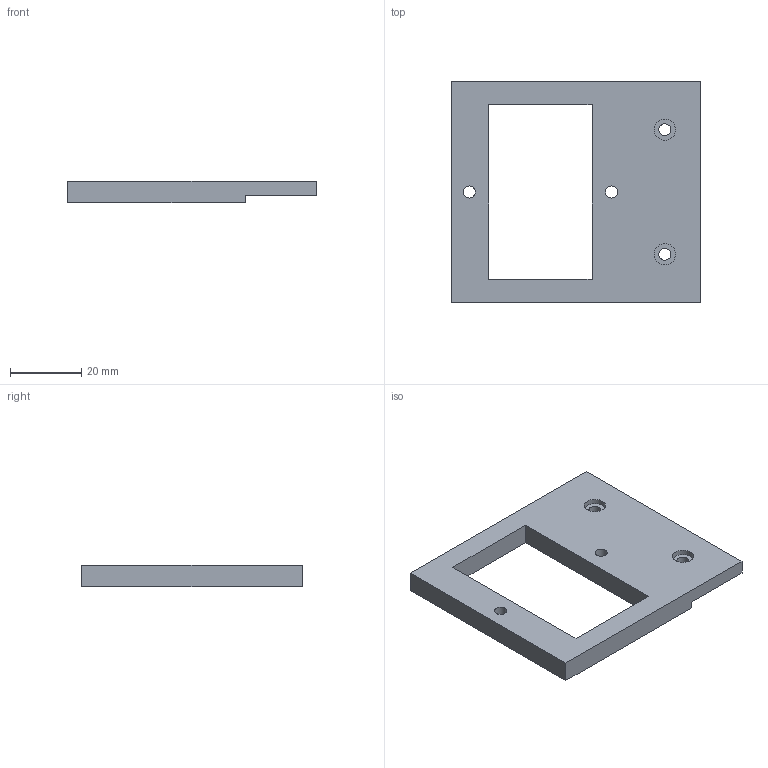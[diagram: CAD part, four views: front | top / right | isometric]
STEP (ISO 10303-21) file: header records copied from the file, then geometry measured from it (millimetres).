
FILE_DESCRIPTION(/* description */ (''),/* implementation_level */ '2;1');
FILE_NAME(/* name */ 'power_switch_bracket.stp',/* time_stamp */ '2024-06-03T04:06:34-07:00',/* author */ ('Micha'),/* organization */ (''),/* preprocessor_version */ 'ST-DEVELOPER v20',/* originating_system */ 'Autodesk Inventor 2024',/* authorisation */ '');
FILE_SCHEMA (('AUTOMOTIVE_DESIGN { 1 0 10303 214 3 1 1 }'));
Length unit declared in the file: millimetre
Products named in the file (1): power_switch_bracket
Bounding box: 70 x 62 x 6 mm (x, y, z)
Volume: 14794.8 mm3; surface area: 8443.5 mm2
Topology: 1 solids, 1 shells, 20 faces, 48 edges, 32 vertices
Faces by surface type: plane 14, cylinder 6
Full cylindrical faces by diameter (mm): 3.4 x4, 6 x2
Entity records: 647 total; most frequent: DIRECTION 102, CARTESIAN_POINT 101, ORIENTED_EDGE 96, EDGE_CURVE 48, LINE 36, VECTOR 36, AXIS2_PLACEMENT_3D 33, EDGE_LOOP 32
